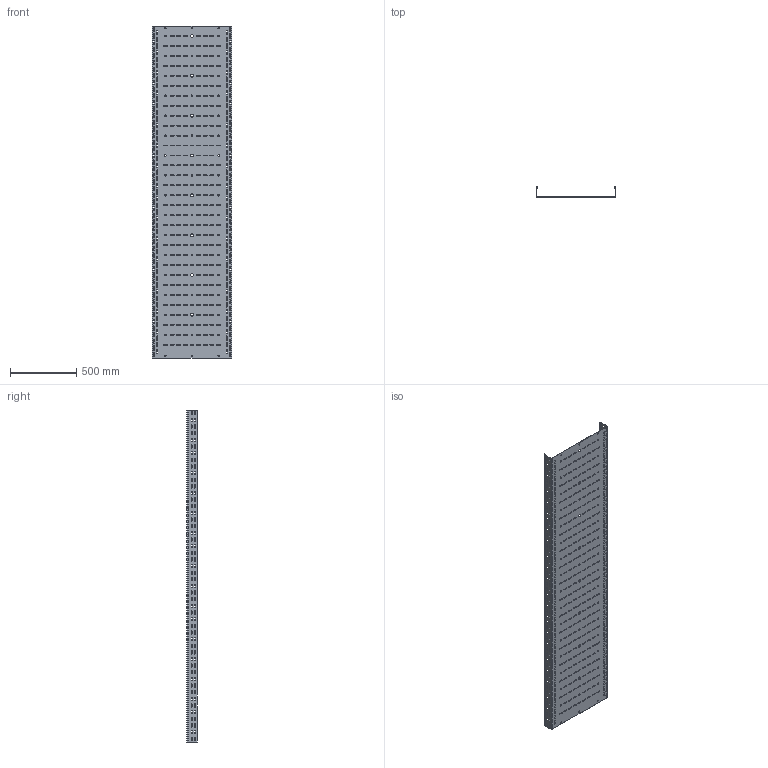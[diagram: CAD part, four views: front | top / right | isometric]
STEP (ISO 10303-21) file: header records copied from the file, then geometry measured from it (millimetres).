
FILE_DESCRIPTION (( 'STEP AP203' ), '1' );
FILE_NAME ('CLP10-080-600-200-D25 Ëîòîê ïåðôîðèðîâàííûé ESCA 80õ600õ2500-2,0 IEK.STEP', '2021-10-04T13:40:06', ( '' ), ( '' ), 'SwSTEP 2.0', 'SolidWorks 2017', '' );
FILE_SCHEMA (( 'CONFIG_CONTROL_DESIGN' ));
Products named in the file (1): CLP10-080-600-200-D25 Ëîòîê ïåðôîðèðîâàííûé ESCA 80õ600õ2500-2,0 IEK
Bounding box: 600 x 79.97 x 2500 mm (x, y, z)
Volume: 3757818.8 mm3; surface area: 3681852.1 mm2
Topology: 1 solids, 1 shells, 3130 faces, 9384 edges, 6256 vertices
Faces by surface type: cylinder 1794, plane 1336
Entity records: 109681 total; most frequent: DIRECTION 19234, CARTESIAN_POINT 18771, ORIENTED_EDGE 18768, EDGE_CURVE 9384, AXIS2_PLACEMENT_3D 6719, VERTEX_POINT 6256, VECTOR 5796, LINE 5796
